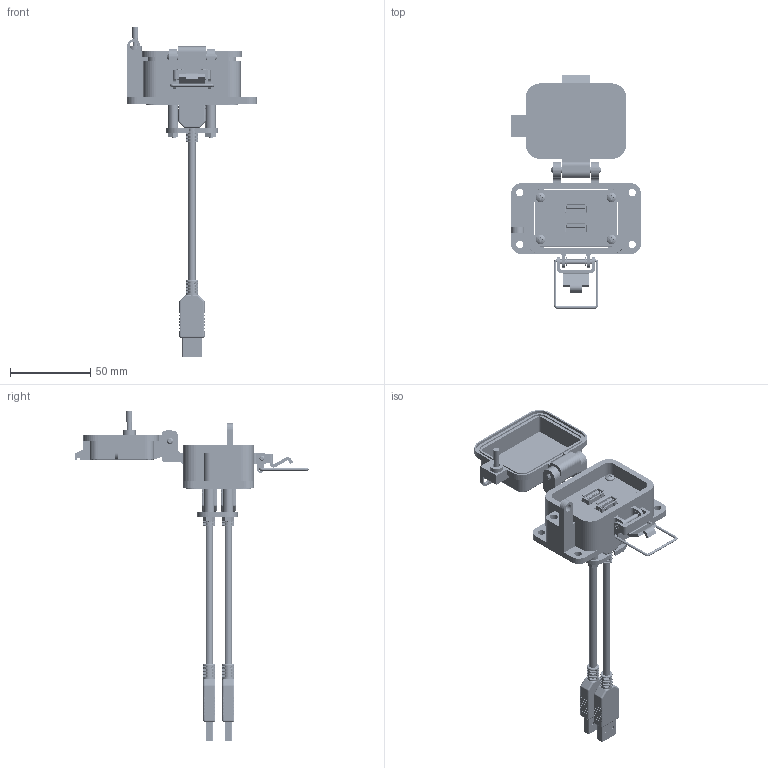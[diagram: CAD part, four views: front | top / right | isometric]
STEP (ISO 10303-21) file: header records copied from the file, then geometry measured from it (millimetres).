
FILE_DESCRIPTION (( 'STEP AP203' ), '1' );
FILE_NAME ('P-P13#2-B3RX_3D.STEP', '2021-12-09T17:50:34', ( '' ), ( '' ), 'SwSTEP 2.0', 'SolidWorks 2019', '' );
FILE_SCHEMA (( 'CONFIG_CONTROL_DESIGN' ));
Length unit declared in the file: millimetre
Products named in the file (11): P-P13#2-B3RX_FP060_1; -B3; P13; Z-H-B3_B; 92005A124_METRIC PAN HEAD PHILLIPS MACHINE SCREW_92005A124; P-P13#2-B3RX_BP180_1; P-P13#2-B3RX_TP120_1; Z-001-SPR_1-1_4; Z-000-440112FH_90273A119; Z-002-4401_4HN_90675A005; P-P13#2-B3RX_3D
Assembly tree (23 placements, depth 3):
  P-P13#2-B3RX_3D
    P-P13#2-B3RX_FP060_1
    P-P13#2-B3RX_BP180_1
    P-P13#2-B3RX_TP120_1
    P13  x2
    Z-000-440112FH_90273A119  x4
    Z-001-SPR_1-1_4  x4
    Z-002-4401_4HN_90675A005  x4
    -B3
      Z-H-B3_B
    92005A124_METRIC PAN HEAD PHILLIPS MACHINE SCREW_92005A124  x4
Bounding box: 80.57 x 144.93 x 205.51 mm (x, y, z)
Volume: 85897 mm3; surface area: 77759.5 mm2
Topology: 59 solids, 59 shells, 4745 faces, 13453 edges, 8794 vertices
Faces by surface type: cylinder 2394, plane 1847, bspline 272, cone 208, torus 16, sphere 8
Entity records: 81043 total; most frequent: CARTESIAN_POINT 26266, ORIENTED_EDGE 11952, DIRECTION 10346, EDGE_CURVE 5976, VERTEX_POINT 3925, LINE 3472, VECTOR 3472, AXIS2_PLACEMENT_3D 3437
